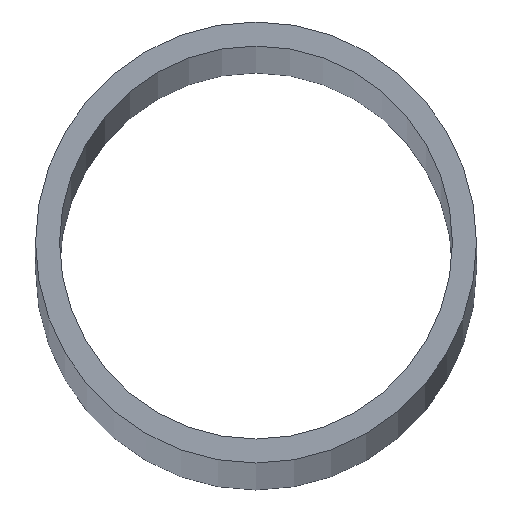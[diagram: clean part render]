
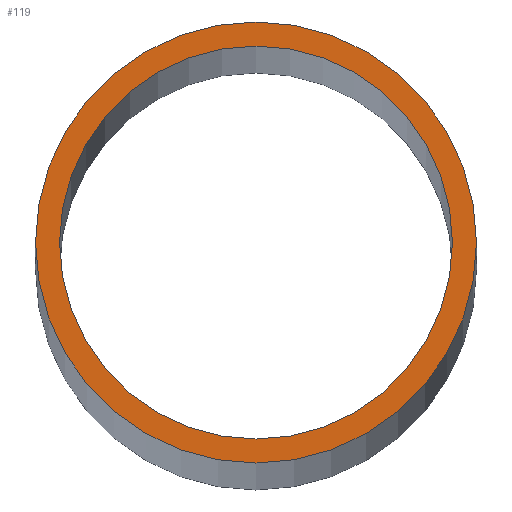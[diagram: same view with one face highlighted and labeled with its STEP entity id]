
A CAD part, top view. The second image highlights one B-rep face of the part: STEP entity #119.
In plain terms, the highlighted planar face has unit normal (0, 0, 1).
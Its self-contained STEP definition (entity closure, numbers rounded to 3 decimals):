
#14 = EDGE_CURVE ( 'NONE', #90, #81, #147, .T. ) ;
#17 = FACE_OUTER_BOUND ( 'NONE', #239, .T. ) ;
#21 = DIRECTION ( 'NONE',  ( 1., 0., 0. ) ) ;
#23 = EDGE_CURVE ( 'NONE', #39, #137, #178, .T. ) ;
#36 = CARTESIAN_POINT ( 'NONE',  ( -4.455, 0., 280. ) ) ;
#39 = VERTEX_POINT ( 'NONE', #36 ) ;
#55 = DIRECTION ( 'NONE',  ( 1., 0., 0. ) ) ;
#61 = CIRCLE ( 'NONE', #197, 4.455 ) ;
#76 = CARTESIAN_POINT ( 'NONE',  ( 0., 0., 280. ) ) ;
#81 = VERTEX_POINT ( 'NONE', #126 ) ;
#83 = AXIS2_PLACEMENT_3D ( 'NONE', #229, #207, #149 ) ;
#90 = VERTEX_POINT ( 'NONE', #188 ) ;
#96 = AXIS2_PLACEMENT_3D ( 'NONE', #235, #134, #104 ) ;
#104 = DIRECTION ( 'NONE',  ( 1., 0., 0. ) ) ;
#106 = AXIS2_PLACEMENT_3D ( 'NONE', #212, #150, #55 ) ;
#113 = CIRCLE ( 'NONE', #96, 5. ) ;
#119 = ADVANCED_FACE ( 'NONE', ( #127, #17 ), #246, .T. ) ;
#122 = AXIS2_PLACEMENT_3D ( 'NONE', #76, #172, #225 ) ;
#126 = CARTESIAN_POINT ( 'NONE',  ( 5., 0., 280. ) ) ;
#127 = FACE_BOUND ( 'NONE', #200, .T. ) ;
#132 = CARTESIAN_POINT ( 'NONE',  ( 0., 0., 280. ) ) ;
#134 = DIRECTION ( 'NONE',  ( 0., 0., 1. ) ) ;
#137 = VERTEX_POINT ( 'NONE', #173 ) ;
#146 = EDGE_CURVE ( 'NONE', #81, #90, #113, .T. ) ;
#147 = CIRCLE ( 'NONE', #122, 5. ) ;
#149 = DIRECTION ( 'NONE',  ( 1., 0., 0. ) ) ;
#150 = DIRECTION ( 'NONE',  ( 0., 0., 1. ) ) ;
#165 = ORIENTED_EDGE ( 'NONE', *, *, #146, .T. ) ;
#172 = DIRECTION ( 'NONE',  ( 0., 0., 1. ) ) ;
#173 = CARTESIAN_POINT ( 'NONE',  ( 4.455, 0., 280. ) ) ;
#175 = DIRECTION ( 'NONE',  ( 0., 0., -1. ) ) ;
#178 = CIRCLE ( 'NONE', #83, 4.455 ) ;
#187 = ORIENTED_EDGE ( 'NONE', *, *, #23, .T. ) ;
#188 = CARTESIAN_POINT ( 'NONE',  ( -5., 0., 280. ) ) ;
#197 = AXIS2_PLACEMENT_3D ( 'NONE', #132, #175, #21 ) ;
#200 = EDGE_LOOP ( 'NONE', ( #236, #187 ) ) ;
#207 = DIRECTION ( 'NONE',  ( 0., 0., -1. ) ) ;
#212 = CARTESIAN_POINT ( 'NONE',  ( 0., 0., 280. ) ) ;
#225 = DIRECTION ( 'NONE',  ( 1., 0., 0. ) ) ;
#226 = ORIENTED_EDGE ( 'NONE', *, *, #14, .T. ) ;
#228 = EDGE_CURVE ( 'NONE', #137, #39, #61, .T. ) ;
#229 = CARTESIAN_POINT ( 'NONE',  ( 0., 0., 280. ) ) ;
#235 = CARTESIAN_POINT ( 'NONE',  ( 0., 0., 280. ) ) ;
#236 = ORIENTED_EDGE ( 'NONE', *, *, #228, .T. ) ;
#239 = EDGE_LOOP ( 'NONE', ( #165, #226 ) ) ;
#246 = PLANE ( 'NONE',  #106 ) ;
